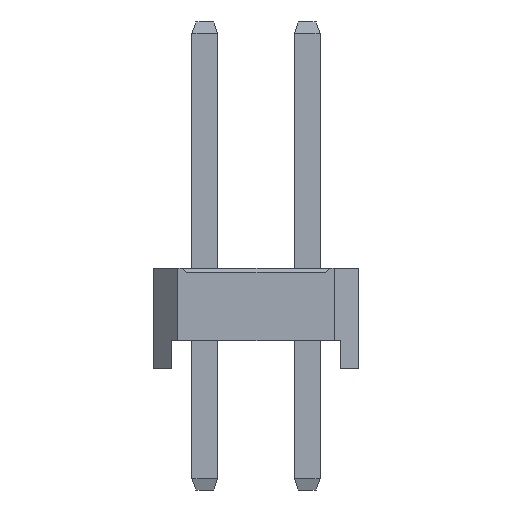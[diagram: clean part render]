
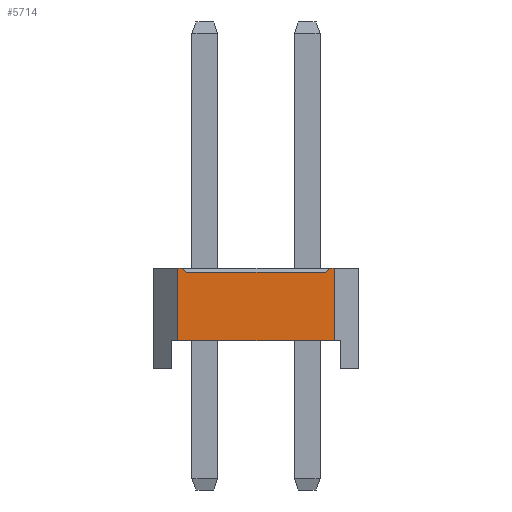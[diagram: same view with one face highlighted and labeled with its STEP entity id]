
A CAD part, left-side view. The second image highlights one B-rep face of the part: STEP entity #5714.
In plain terms, the highlighted planar face has unit normal (-1, 0, 0).
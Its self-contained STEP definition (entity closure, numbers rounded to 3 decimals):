
#5714=ADVANCED_FACE('',(#23277),#23279,.T.);
#23277=FACE_BOUND('',#23278,.T.);
#23278=EDGE_LOOP('',(#37003,#37004,#37005,#37006,#37007,#37008,#37009,#37010));
#23279=PLANE('',#23280);
#23280=AXIS2_PLACEMENT_3D('',#23281,#23282,#23283);
#23281=CARTESIAN_POINT('',(-1.27,3.21,0.));
#23282=DIRECTION('',(-1.,0.,0.));
#23283=DIRECTION('',(0.,-1.,0.));
#37003=ORIENTED_EDGE('',*,*,#45544,.F.);
#37004=ORIENTED_EDGE('',*,*,#45545,.T.);
#37005=ORIENTED_EDGE('',*,*,#45546,.F.);
#37006=ORIENTED_EDGE('',*,*,#43683,.F.);
#37007=ORIENTED_EDGE('',*,*,#45547,.F.);
#37008=ORIENTED_EDGE('',*,*,#43002,.T.);
#37009=ORIENTED_EDGE('',*,*,#45543,.T.);
#37010=ORIENTED_EDGE('',*,*,#43687,.F.);
#43002=EDGE_CURVE('',#47904,#47902,#47905,.T.);
#43683=EDGE_CURVE('',#49264,#49266,#49267,.T.);
#43687=EDGE_CURVE('',#49272,#49274,#49275,.T.);
#45543=EDGE_CURVE('',#47902,#49274,#52357,.T.);
#45544=EDGE_CURVE('',#52358,#49272,#52359,.F.);
#45545=EDGE_CURVE('',#52358,#52360,#52361,.T.);
#45546=EDGE_CURVE('',#49266,#52360,#52362,.F.);
#45547=EDGE_CURVE('',#47904,#49264,#52363,.T.);
#47902=VERTEX_POINT('',#55856);
#47904=VERTEX_POINT('',#55860);
#47905=LINE('',#55861,#55862);
#49264=VERTEX_POINT('',#58580);
#49266=VERTEX_POINT('',#58584);
#49267=LINE('',#58585,#58586);
#49272=VERTEX_POINT('',#58596);
#49274=VERTEX_POINT('',#58600);
#49275=LINE('',#58601,#58602);
#52357=LINE('',#65395,#65396);
#52358=VERTEX_POINT('',#65398);
#52359=LINE('',#65399,#65400);
#52360=VERTEX_POINT('',#65402);
#52361=LINE('',#65403,#65404);
#52362=LINE('',#65406,#65407);
#52363=LINE('',#65409,#65410);
#55856=CARTESIAN_POINT('',(-1.27,-0.67,0.7));
#55860=CARTESIAN_POINT('',(-1.27,3.21,0.7));
#55861=CARTESIAN_POINT('',(-1.27,3.21,0.7));
#55862=VECTOR('',#55863,1.);
#55863=DIRECTION('',(0.,-1.,0.));
#58580=CARTESIAN_POINT('',(-1.27,3.21,2.5));
#58584=CARTESIAN_POINT('',(-1.27,3.09,2.5));
#58585=CARTESIAN_POINT('',(-1.27,3.21,2.5));
#58586=VECTOR('',#58587,1.);
#58587=DIRECTION('',(0.,-1.,0.));
#58596=CARTESIAN_POINT('',(-1.27,-0.55,2.5));
#58600=CARTESIAN_POINT('',(-1.27,-0.67,2.5));
#58601=CARTESIAN_POINT('',(-1.27,-0.55,2.5));
#58602=VECTOR('',#58603,1.);
#58603=DIRECTION('',(0.,-1.,0.));
#65395=CARTESIAN_POINT('',(-1.27,-0.67,0.7));
#65396=VECTOR('',#65397,1.);
#65397=DIRECTION('',(0.,0.,1.));
#65398=CARTESIAN_POINT('',(-1.27,-0.45,2.4));
#65399=CARTESIAN_POINT('',(-1.27,-0.55,2.5));
#65400=VECTOR('',#65401,1.);
#65401=DIRECTION('',(0.,0.707,-0.707));
#65402=CARTESIAN_POINT('',(-1.27,2.99,2.4));
#65403=CARTESIAN_POINT('',(-1.27,-0.45,2.4));
#65404=VECTOR('',#65405,1.);
#65405=DIRECTION('',(0.,1.,0.));
#65406=CARTESIAN_POINT('',(-1.27,2.99,2.4));
#65407=VECTOR('',#65408,1.);
#65408=DIRECTION('',(0.,0.707,0.707));
#65409=CARTESIAN_POINT('',(-1.27,3.21,0.7));
#65410=VECTOR('',#65411,1.);
#65411=DIRECTION('',(0.,0.,1.));
